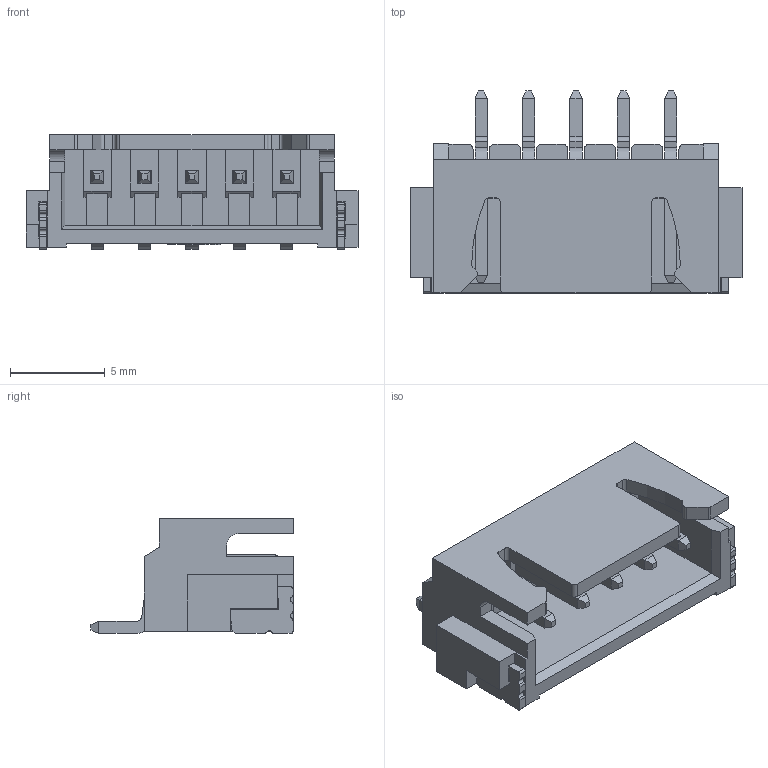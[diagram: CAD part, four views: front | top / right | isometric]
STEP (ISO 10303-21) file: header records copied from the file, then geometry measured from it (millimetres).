
FILE_DESCRIPTION(('FreeCAD Model'),'2;1');
FILE_NAME('Open CASCADE Shape Model','2023-02-05T13:47:44',(''),(''), 'Open CASCADE STEP processor 7.6','FreeCAD','Unknown');
FILE_SCHEMA(('AUTOMOTIVE_DESIGN { 1 0 10303 214 1 1 1 1 }'));
Length unit declared in the file: millimetre
Products named in the file (10): FPC1; CONN-SMD_5P-P2.50_DEALON_XH-5PWB; SOLID; SOLID001; SOLID002; SOLID003; SOLID004; SOLID005; SOLID006; SOLID007
Assembly tree (9 placements, depth 3):
  FPC1
    CONN-SMD_5P-P2.50_DEALON_XH-5PWB
      SOLID
      SOLID001
      SOLID002
      SOLID003
      SOLID004
      SOLID005
      SOLID006
      SOLID007
Bounding box: 17.5 x 10.65 x 6.05 mm (x, y, z)
Volume: 305.9 mm3; surface area: 1048.3 mm2
Topology: 8 solids, 8 shells, 483 faces, 1318 edges, 858 vertices
Faces by surface type: plane 407, cylinder 76
Entity records: 34830 total; most frequent: CARTESIAN_POINT 5773, DIRECTION 5014, LINE 3650, VECTOR 3650, ORIENTED_EDGE 2636, PCURVE 2636, DEFINITIONAL_REPRESENTATION 2636, EDGE_CURVE 1318
